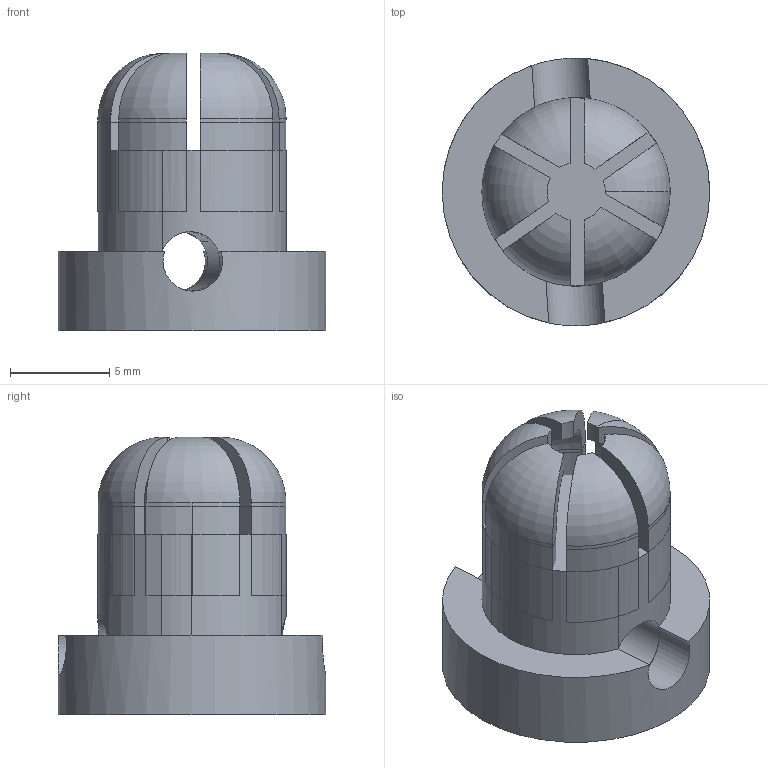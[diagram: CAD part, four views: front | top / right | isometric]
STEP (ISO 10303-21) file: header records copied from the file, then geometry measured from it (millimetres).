
FILE_DESCRIPTION(('HOOPS Exchange Step'),'2;1');
FILE_NAME('temp_export.step','2020-06-20T09:02:18-05:00',('mobile'),('Shapr3D Limited'),'HOOPS Exchange 2020.1','Shapr3D','Authorized');
FILE_SCHEMA( ('AP203_CONFIGURATION_CONTROLLED_3D_DESIGN_OF_MECHANICAL_PARTS_AND_ASSEMBLIES_MIM_LF') );
Length unit declared in the file: millimetre
Products named in the file (1): temp_export.x_b
Bounding box: 13.5 x 13.5 x 14 mm (x, y, z)
Volume: 1084.5 mm3; surface area: 1573.2 mm2
Topology: 15 solids, 15 shells, 111 faces, 252 edges, 169 vertices
Faces by surface type: plane 50, cylinder 47, torus 14
Full cylindrical faces by diameter (mm): 3 x1, 7.5 x1, 9.5 x1, 13.5 x1
Entity records: 4416 total; most frequent: CARTESIAN_POINT 1895, ORIENTED_EDGE 504, DIRECTION 503, EDGE_CURVE 252, AXIS2_PLACEMENT_3D 193, VERTEX_POINT 169, VECTOR 117, LINE 117
